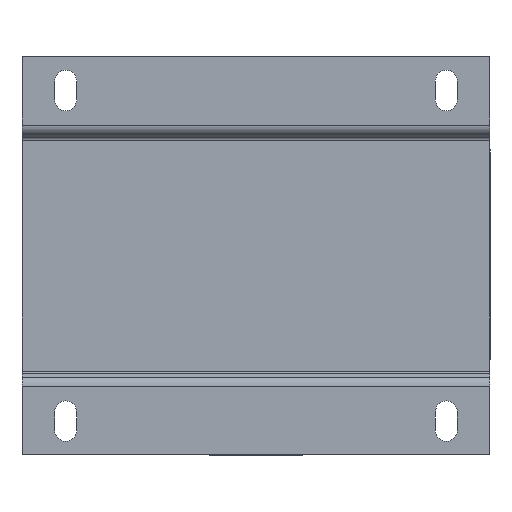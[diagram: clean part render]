
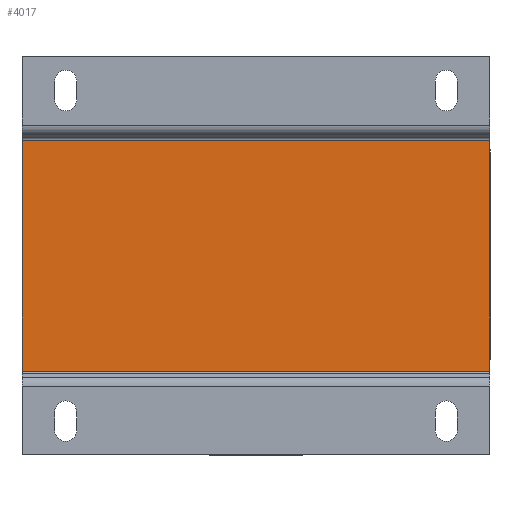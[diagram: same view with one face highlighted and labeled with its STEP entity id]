
A CAD part, front view. The second image highlights one B-rep face of the part: STEP entity #4017.
In plain terms, the highlighted planar face has unit normal (0, -1, 0).
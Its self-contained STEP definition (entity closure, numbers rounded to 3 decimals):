
#32 = DIRECTION ( 'NONE',  ( 0., 1., 0. ) ) ;
#101 = DIRECTION ( 'NONE',  ( 0., 0., -1. ) ) ;
#558 = DIRECTION ( 'NONE',  ( -1., 0., 0. ) ) ;
#627 = EDGE_CURVE ( 'Defeature ausgef�hrt1_96+Defeature ausgef�hrt1_103+Defeature ausgef�hrt1_93+Defeature ausgef�hrt1_95', #8348, #5582, #7836, .T. ) ;
#1255 = VECTOR ( 'NONE', #5990, 1000. ) ;
#1316 = AXIS2_PLACEMENT_3D ( 'NONE', #5086, #32, #101 ) ;
#1557 = CARTESIAN_POINT ( 'NONE',  ( -75., -65., 37. ) ) ;
#2039 = VECTOR ( 'NONE', #3482, 1000. ) ;
#2290 = CARTESIAN_POINT ( 'NONE',  ( -75., -65., 63.75 ) ) ;
#2569 = CARTESIAN_POINT ( 'NONE',  ( 75., -65., 37. ) ) ;
#2879 = VECTOR ( 'NONE', #6325, 1000. ) ;
#3330 = VERTEX_POINT ( 'NONE', #4315 ) ;
#3482 = DIRECTION ( 'NONE',  ( 0., 0., -1. ) ) ;
#3727 = VECTOR ( 'NONE', #558, 1000. ) ;
#3934 = LINE ( 'NONE', #6994, #2879 ) ;
#4017 = ADVANCED_FACE ( 'Defeature ausgef�hrt1_96', ( #4763 ), #8725, .F. ) ;
#4063 = EDGE_LOOP ( 'NONE', ( #5722, #6741, #4797, #7060 ) ) ;
#4315 = CARTESIAN_POINT ( 'NONE',  ( -75., -65., -37. ) ) ;
#4763 = FACE_OUTER_BOUND ( 'NONE', #4063, .T. ) ;
#4797 = ORIENTED_EDGE ( 'NONE', *, *, #627, .T. ) ;
#5086 = CARTESIAN_POINT ( 'NONE',  ( 0., -65., 0. ) ) ;
#5582 = VERTEX_POINT ( 'NONE', #1557 ) ;
#5722 = ORIENTED_EDGE ( 'NONE', *, *, #6417, .F. ) ;
#5931 = LINE ( 'NONE', #2290, #1255 ) ;
#5990 = DIRECTION ( 'NONE',  ( 0., 0., 1. ) ) ;
#6325 = DIRECTION ( 'NONE',  ( -1., 0., 0. ) ) ;
#6417 = EDGE_CURVE ( 'Defeature ausgef�hrt1_116+Defeature ausgef�hrt1_96+Defeature ausgef�hrt1_114+Defeature ausgef�hrt1_115', #6524, #3330, #3934, .T. ) ;
#6497 = LINE ( 'NONE', #7867, #2039 ) ;
#6524 = VERTEX_POINT ( 'NONE', #8703 ) ;
#6741 = ORIENTED_EDGE ( 'NONE', *, *, #7932, .F. ) ;
#6994 = CARTESIAN_POINT ( 'NONE',  ( 0., -65., -37. ) ) ;
#7060 = ORIENTED_EDGE ( 'NONE', *, *, #8113, .F. ) ;
#7188 = CARTESIAN_POINT ( 'NONE',  ( 0., -65., 37. ) ) ;
#7836 = LINE ( 'NONE', #7188, #3727 ) ;
#7867 = CARTESIAN_POINT ( 'NONE',  ( 75., -65., 63.75 ) ) ;
#7932 = EDGE_CURVE ( 'Defeature ausgef�hrt1_93+Defeature ausgef�hrt1_96+Defeature ausgef�hrt1_101+Defeature ausgef�hrt1_114', #8348, #6524, #6497, .T. ) ;
#8113 = EDGE_CURVE ( 'Defeature ausgef�hrt1_95+Defeature ausgef�hrt1_96+Defeature ausgef�hrt1_115+Defeature ausgef�hrt1_102', #3330, #5582, #5931, .T. ) ;
#8348 = VERTEX_POINT ( 'NONE', #2569 ) ;
#8703 = CARTESIAN_POINT ( 'NONE',  ( 75., -65., -37. ) ) ;
#8725 = PLANE ( 'NONE',  #1316 ) ;
